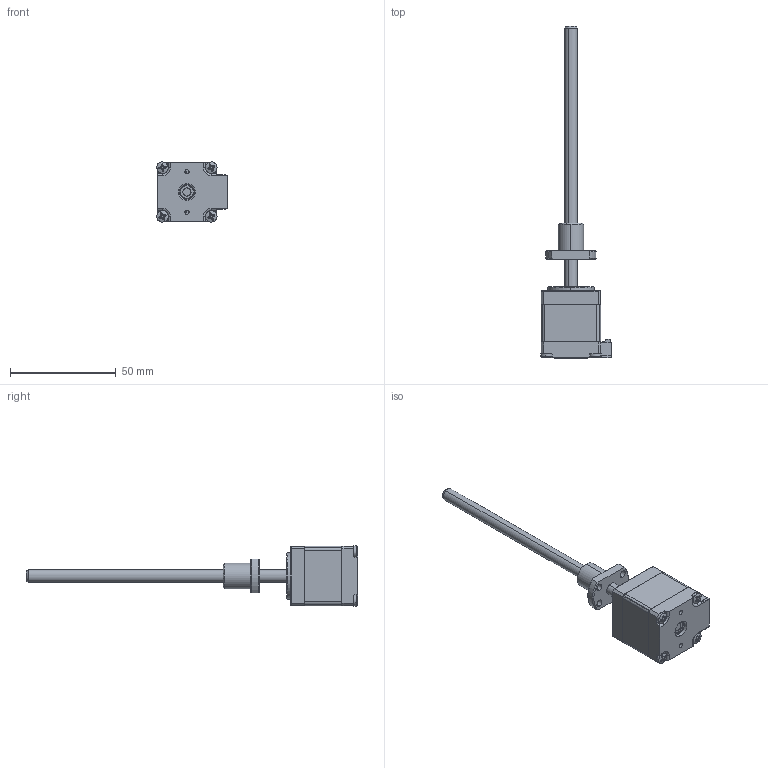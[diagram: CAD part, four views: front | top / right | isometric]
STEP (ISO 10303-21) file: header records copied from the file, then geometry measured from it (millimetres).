
FILE_DESCRIPTION (( 'STEP AP203' ), '1' );
FILE_NAME ('BE111S-B0602-125-FF1-0-100.STEP', '2021-06-02T08:54:51', ( '' ), ( '' ), 'SwSTEP 2.0', 'SolidWorks 2014', '' );
FILE_SCHEMA (( 'CONFIG_CONTROL_DESIGN' ));
Length unit declared in the file: millimetre
Products named in the file (1): BE111S-B0602-125-FF1-0-100
Bounding box: 33.2 x 156.6 x 28.4 mm (x, y, z)
Volume: 27302.8 mm3; surface area: 19691.5 mm2
Topology: 8 solids, 12 shells, 808 faces, 2082 edges, 1336 vertices
Faces by surface type: plane 385, cylinder 275, cone 98, torus 30, bspline 12, sphere 8
Entity records: 37919 total; most frequent: CARTESIAN_POINT 18239, ORIENTED_EDGE 4164, DIRECTION 4028, EDGE_CURVE 2082, AXIS2_PLACEMENT_3D 1425, VERTEX_POINT 1336, VECTOR 1178, LINE 1178
